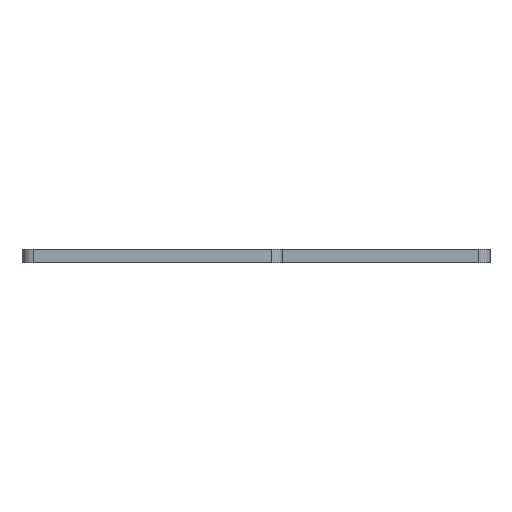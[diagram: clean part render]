
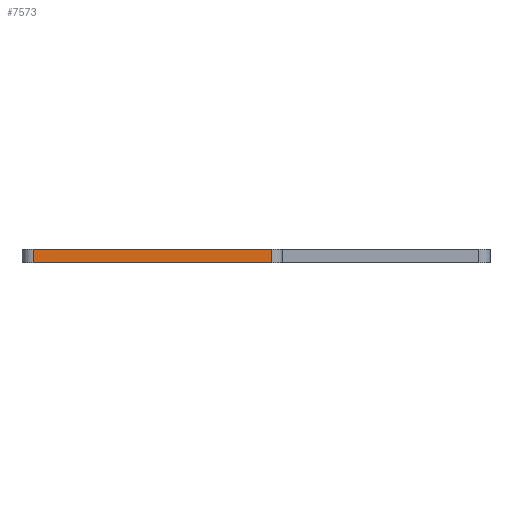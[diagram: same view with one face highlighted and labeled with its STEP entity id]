
A CAD part, left-side view. The second image highlights one B-rep face of the part: STEP entity #7573.
In plain terms, the highlighted planar face has unit normal (-1, 0, 0).
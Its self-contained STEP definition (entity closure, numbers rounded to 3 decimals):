
#84 = PLANE('',#85);
#85 = AXIS2_PLACEMENT_3D('',#86,#87,#88);
#86 = CARTESIAN_POINT('',(147.918,-99.382,1.6));
#87 = DIRECTION('',(0.,0.,1.));
#88 = DIRECTION('',(1.,0.,-0.));
#139 = PLANE('',#140);
#140 = AXIS2_PLACEMENT_3D('',#141,#142,#143);
#141 = CARTESIAN_POINT('',(147.918,-99.382,0.));
#142 = DIRECTION('',(0.,0.,1.));
#143 = DIRECTION('',(1.,0.,-0.));
#361 = VERTEX_POINT('',#362);
#362 = CARTESIAN_POINT('',(120.053,-79.477,0.));
#377 = CYLINDRICAL_SURFACE('',#378,1.27);
#378 = AXIS2_PLACEMENT_3D('',#379,#380,#381);
#379 = CARTESIAN_POINT('',(121.323,-79.477,0.));
#380 = DIRECTION('',(-0.,-0.,-1.));
#381 = DIRECTION('',(1.,0.,-0.));
#389 = EDGE_CURVE('',#390,#361,#392,.T.);
#390 = VERTEX_POINT('',#391);
#391 = CARTESIAN_POINT('',(120.053,-106.782,0.));
#392 = SURFACE_CURVE('',#393,(#397,#404),.PCURVE_S1.);
#393 = LINE('',#394,#395);
#394 = CARTESIAN_POINT('',(120.053,-106.782,0.));
#395 = VECTOR('',#396,1.);
#396 = DIRECTION('',(0.,1.,0.));
#397 = PCURVE('',#139,#398);
#398 = DEFINITIONAL_REPRESENTATION('',(#399),#403);
#399 = LINE('',#400,#401);
#400 = CARTESIAN_POINT('',(-27.864,-7.399));
#401 = VECTOR('',#402,1.);
#402 = DIRECTION('',(0.,1.));
#403 = ( GEOMETRIC_REPRESENTATION_CONTEXT(2) 
PARAMETRIC_REPRESENTATION_CONTEXT() REPRESENTATION_CONTEXT('2D SPACE',''
  ) );
#404 = PCURVE('',#405,#410);
#405 = PLANE('',#406);
#406 = AXIS2_PLACEMENT_3D('',#407,#408,#409);
#407 = CARTESIAN_POINT('',(120.053,-106.782,0.));
#408 = DIRECTION('',(-1.,0.,0.));
#409 = DIRECTION('',(0.,1.,0.));
#410 = DEFINITIONAL_REPRESENTATION('',(#411),#415);
#411 = LINE('',#412,#413);
#412 = CARTESIAN_POINT('',(0.,0.));
#413 = VECTOR('',#414,1.);
#414 = DIRECTION('',(1.,0.));
#415 = ( GEOMETRIC_REPRESENTATION_CONTEXT(2) 
PARAMETRIC_REPRESENTATION_CONTEXT() REPRESENTATION_CONTEXT('2D SPACE',''
  ) );
#434 = CYLINDRICAL_SURFACE('',#435,1.27);
#435 = AXIS2_PLACEMENT_3D('',#436,#437,#438);
#436 = CARTESIAN_POINT('',(121.323,-106.782,0.));
#437 = DIRECTION('',(-0.,-0.,-1.));
#438 = DIRECTION('',(1.,0.,-0.));
#4207 = VERTEX_POINT('',#4208);
#4208 = CARTESIAN_POINT('',(120.053,-79.477,1.6));
#4230 = EDGE_CURVE('',#4231,#4207,#4233,.T.);
#4231 = VERTEX_POINT('',#4232);
#4232 = CARTESIAN_POINT('',(120.053,-106.782,1.6));
#4233 = SURFACE_CURVE('',#4234,(#4238,#4245),.PCURVE_S1.);
#4234 = LINE('',#4235,#4236);
#4235 = CARTESIAN_POINT('',(120.053,-106.782,1.6));
#4236 = VECTOR('',#4237,1.);
#4237 = DIRECTION('',(0.,1.,0.));
#4238 = PCURVE('',#84,#4239);
#4239 = DEFINITIONAL_REPRESENTATION('',(#4240),#4244);
#4240 = LINE('',#4241,#4242);
#4241 = CARTESIAN_POINT('',(-27.864,-7.399));
#4242 = VECTOR('',#4243,1.);
#4243 = DIRECTION('',(0.,1.));
#4244 = ( GEOMETRIC_REPRESENTATION_CONTEXT(2) 
PARAMETRIC_REPRESENTATION_CONTEXT() REPRESENTATION_CONTEXT('2D SPACE',''
  ) );
#4245 = PCURVE('',#405,#4246);
#4246 = DEFINITIONAL_REPRESENTATION('',(#4247),#4251);
#4247 = LINE('',#4248,#4249);
#4248 = CARTESIAN_POINT('',(0.,-1.6));
#4249 = VECTOR('',#4250,1.);
#4250 = DIRECTION('',(1.,0.));
#4251 = ( GEOMETRIC_REPRESENTATION_CONTEXT(2) 
PARAMETRIC_REPRESENTATION_CONTEXT() REPRESENTATION_CONTEXT('2D SPACE',''
  ) );
#7525 = EDGE_CURVE('',#361,#4207,#7526,.T.);
#7526 = SURFACE_CURVE('',#7527,(#7531,#7538),.PCURVE_S1.);
#7527 = LINE('',#7528,#7529);
#7528 = CARTESIAN_POINT('',(120.053,-79.477,0.));
#7529 = VECTOR('',#7530,1.);
#7530 = DIRECTION('',(0.,0.,1.));
#7531 = PCURVE('',#377,#7532);
#7532 = DEFINITIONAL_REPRESENTATION('',(#7533),#7537);
#7533 = LINE('',#7534,#7535);
#7534 = CARTESIAN_POINT('',(-3.141,0.));
#7535 = VECTOR('',#7536,1.);
#7536 = DIRECTION('',(-0.,-1.));
#7537 = ( GEOMETRIC_REPRESENTATION_CONTEXT(2) 
PARAMETRIC_REPRESENTATION_CONTEXT() REPRESENTATION_CONTEXT('2D SPACE',''
  ) );
#7538 = PCURVE('',#405,#7539);
#7539 = DEFINITIONAL_REPRESENTATION('',(#7540),#7544);
#7540 = LINE('',#7541,#7542);
#7541 = CARTESIAN_POINT('',(27.305,0.));
#7542 = VECTOR('',#7543,1.);
#7543 = DIRECTION('',(0.,-1.));
#7544 = ( GEOMETRIC_REPRESENTATION_CONTEXT(2) 
PARAMETRIC_REPRESENTATION_CONTEXT() REPRESENTATION_CONTEXT('2D SPACE',''
  ) );
#7573 = ADVANCED_FACE('',(#7574),#405,.T.);
#7574 = FACE_BOUND('',#7575,.T.);
#7575 = EDGE_LOOP('',(#7576,#7597,#7598,#7599));
#7576 = ORIENTED_EDGE('',*,*,#7577,.T.);
#7577 = EDGE_CURVE('',#390,#4231,#7578,.T.);
#7578 = SURFACE_CURVE('',#7579,(#7583,#7590),.PCURVE_S1.);
#7579 = LINE('',#7580,#7581);
#7580 = CARTESIAN_POINT('',(120.053,-106.782,0.));
#7581 = VECTOR('',#7582,1.);
#7582 = DIRECTION('',(0.,0.,1.));
#7583 = PCURVE('',#405,#7584);
#7584 = DEFINITIONAL_REPRESENTATION('',(#7585),#7589);
#7585 = LINE('',#7586,#7587);
#7586 = CARTESIAN_POINT('',(0.,0.));
#7587 = VECTOR('',#7588,1.);
#7588 = DIRECTION('',(0.,-1.));
#7589 = ( GEOMETRIC_REPRESENTATION_CONTEXT(2) 
PARAMETRIC_REPRESENTATION_CONTEXT() REPRESENTATION_CONTEXT('2D SPACE',''
  ) );
#7590 = PCURVE('',#434,#7591);
#7591 = DEFINITIONAL_REPRESENTATION('',(#7592),#7596);
#7592 = LINE('',#7593,#7594);
#7593 = CARTESIAN_POINT('',(-3.141,0.));
#7594 = VECTOR('',#7595,1.);
#7595 = DIRECTION('',(-0.,-1.));
#7596 = ( GEOMETRIC_REPRESENTATION_CONTEXT(2) 
PARAMETRIC_REPRESENTATION_CONTEXT() REPRESENTATION_CONTEXT('2D SPACE',''
  ) );
#7597 = ORIENTED_EDGE('',*,*,#4230,.T.);
#7598 = ORIENTED_EDGE('',*,*,#7525,.F.);
#7599 = ORIENTED_EDGE('',*,*,#389,.F.);
